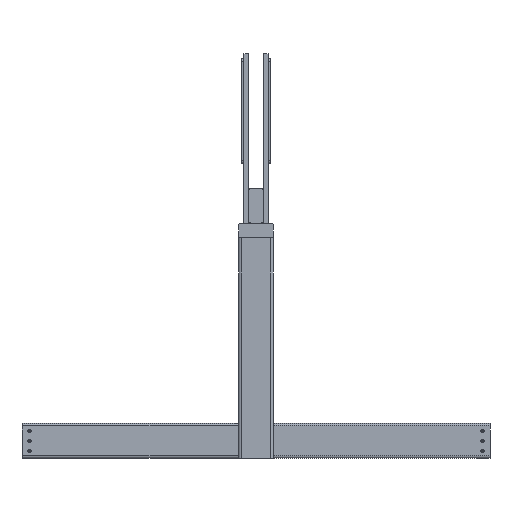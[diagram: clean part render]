
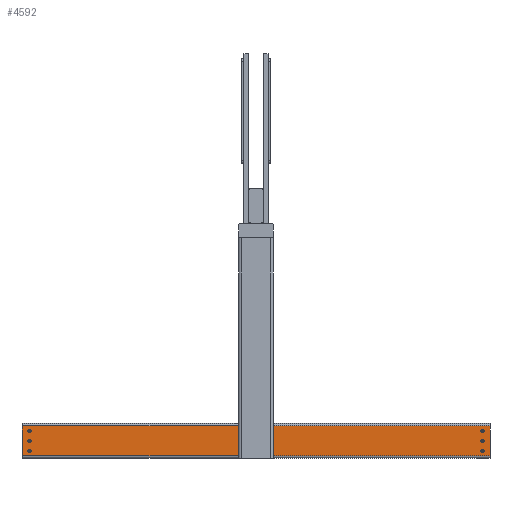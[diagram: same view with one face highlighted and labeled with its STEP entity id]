
A CAD part, front view. The second image highlights one B-rep face of the part: STEP entity #4592.
In plain terms, the highlighted face is planar.
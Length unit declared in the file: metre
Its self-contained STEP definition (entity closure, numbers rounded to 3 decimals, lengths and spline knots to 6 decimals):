
#580=CIRCLE('',#5182,0.001191);
#581=CIRCLE('',#5183,0.001191);
#582=CIRCLE('',#5184,0.001191);
#583=CIRCLE('',#5185,0.001191);
#584=CIRCLE('',#5186,0.001191);
#585=CIRCLE('',#5187,0.001191);
#586=CIRCLE('',#5188,0.001191);
#587=CIRCLE('',#5189,0.001191);
#588=CIRCLE('',#5190,0.001191);
#1500=ORIENTED_EDGE('',*,*,#2190,.T.);
#1501=ORIENTED_EDGE('',*,*,#2191,.T.);
#1502=ORIENTED_EDGE('',*,*,#2192,.T.);
#1503=ORIENTED_EDGE('',*,*,#2193,.T.);
#1504=ORIENTED_EDGE('',*,*,#2194,.T.);
#1505=ORIENTED_EDGE('',*,*,#2195,.T.);
#1506=ORIENTED_EDGE('',*,*,#2196,.T.);
#1507=ORIENTED_EDGE('',*,*,#2197,.T.);
#1508=ORIENTED_EDGE('',*,*,#2198,.T.);
#1509=ORIENTED_EDGE('',*,*,#2161,.T.);
#1510=ORIENTED_EDGE('',*,*,#2199,.T.);
#1511=ORIENTED_EDGE('',*,*,#2170,.T.);
#1512=ORIENTED_EDGE('',*,*,#2200,.T.);
#2161=EDGE_CURVE('',#2622,#2621,#3000,.T.);
#2170=EDGE_CURVE('',#2629,#2630,#3006,.T.);
#2190=EDGE_CURVE('',#2644,#2644,#580,.T.);
#2191=EDGE_CURVE('',#2645,#2645,#581,.T.);
#2192=EDGE_CURVE('',#2646,#2646,#582,.T.);
#2193=EDGE_CURVE('',#2647,#2647,#583,.T.);
#2194=EDGE_CURVE('',#2648,#2648,#584,.T.);
#2195=EDGE_CURVE('',#2649,#2649,#585,.T.);
#2196=EDGE_CURVE('',#2650,#2650,#586,.T.);
#2197=EDGE_CURVE('',#2651,#2651,#587,.T.);
#2198=EDGE_CURVE('',#2652,#2652,#588,.T.);
#2199=EDGE_CURVE('',#2621,#2629,#3013,.T.);
#2200=EDGE_CURVE('',#2630,#2622,#3014,.F.);
#2621=VERTEX_POINT('',#7668);
#2622=VERTEX_POINT('',#7670);
#2629=VERTEX_POINT('',#7688);
#2630=VERTEX_POINT('',#7689);
#2644=VERTEX_POINT('',#7726);
#2645=VERTEX_POINT('',#7728);
#2646=VERTEX_POINT('',#7730);
#2647=VERTEX_POINT('',#7732);
#2648=VERTEX_POINT('',#7734);
#2649=VERTEX_POINT('',#7736);
#2650=VERTEX_POINT('',#7738);
#2651=VERTEX_POINT('',#7740);
#2652=VERTEX_POINT('',#7742);
#3000=LINE('',#7669,#3350);
#3006=LINE('',#7687,#3356);
#3013=LINE('',#7743,#3363);
#3014=LINE('',#7744,#3364);
#3350=VECTOR('',#6332,1.);
#3356=VECTOR('',#6348,1.);
#3363=VECTOR('',#6405,1.);
#3364=VECTOR('',#6406,1.);
#3753=EDGE_LOOP('',(#1500));
#3754=EDGE_LOOP('',(#1501));
#3755=EDGE_LOOP('',(#1502));
#3756=EDGE_LOOP('',(#1503));
#3757=EDGE_LOOP('',(#1504));
#3758=EDGE_LOOP('',(#1505));
#3759=EDGE_LOOP('',(#1506));
#3760=EDGE_LOOP('',(#1507));
#3761=EDGE_LOOP('',(#1508));
#3762=EDGE_LOOP('',(#1509,#1510,#1511,#1512));
#4179=FACE_BOUND('',#3753,.T.);
#4180=FACE_BOUND('',#3754,.T.);
#4181=FACE_BOUND('',#3755,.T.);
#4182=FACE_BOUND('',#3756,.T.);
#4183=FACE_BOUND('',#3757,.T.);
#4184=FACE_BOUND('',#3758,.T.);
#4185=FACE_BOUND('',#3759,.T.);
#4186=FACE_BOUND('',#3760,.T.);
#4187=FACE_BOUND('',#3761,.T.);
#4188=FACE_BOUND('',#3762,.T.);
#4376=PLANE('',#5181);
#4592=ADVANCED_FACE('',(#4179,#4180,#4181,#4182,#4183,#4184,#4185,#4186,
#4187,#4188),#4376,.T.);
#5181=AXIS2_PLACEMENT_3D('',#7724,#6385,#6386);
#5182=AXIS2_PLACEMENT_3D('',#7725,#6387,#6388);
#5183=AXIS2_PLACEMENT_3D('',#7727,#6389,#6390);
#5184=AXIS2_PLACEMENT_3D('',#7729,#6391,#6392);
#5185=AXIS2_PLACEMENT_3D('',#7731,#6393,#6394);
#5186=AXIS2_PLACEMENT_3D('',#7733,#6395,#6396);
#5187=AXIS2_PLACEMENT_3D('',#7735,#6397,#6398);
#5188=AXIS2_PLACEMENT_3D('',#7737,#6399,#6400);
#5189=AXIS2_PLACEMENT_3D('',#7739,#6401,#6402);
#5190=AXIS2_PLACEMENT_3D('',#7741,#6403,#6404);
#6332=DIRECTION('',(0.,0.,-1.));
#6348=DIRECTION('',(0.,0.,1.));
#6385=DIRECTION('',(0.,1.,0.));
#6386=DIRECTION('',(-1.,0.,0.));
#6387=DIRECTION('',(0.,-1.,0.));
#6388=DIRECTION('',(0.,0.,-1.));
#6389=DIRECTION('',(0.,-1.,0.));
#6390=DIRECTION('',(0.,0.,-1.));
#6391=DIRECTION('',(0.,-1.,0.));
#6392=DIRECTION('',(0.,0.,-1.));
#6393=DIRECTION('',(0.,-1.,0.));
#6394=DIRECTION('',(0.,0.,-1.));
#6395=DIRECTION('',(0.,-1.,0.));
#6396=DIRECTION('',(0.,0.,-1.));
#6397=DIRECTION('',(0.,-1.,0.));
#6398=DIRECTION('',(0.,0.,-1.));
#6399=DIRECTION('',(0.,-1.,0.));
#6400=DIRECTION('',(0.,0.,-1.));
#6401=DIRECTION('',(0.,-1.,0.));
#6402=DIRECTION('',(0.,0.,-1.));
#6403=DIRECTION('',(0.,-1.,0.));
#6404=DIRECTION('',(0.,0.,-1.));
#6405=DIRECTION('',(-1.,0.,0.));
#6406=DIRECTION('',(-1.,0.,0.));
#7668=CARTESIAN_POINT('',(-3.048,-2.4511,0.009525));
#7669=CARTESIAN_POINT('',(-3.048,-2.4511,0.103188));
#7670=CARTESIAN_POINT('',(-3.048,-2.4511,0.085725));
#7687=CARTESIAN_POINT('',(-4.2418,-2.4511,0.103188));
#7688=CARTESIAN_POINT('',(-4.2418,-2.4511,0.009525));
#7689=CARTESIAN_POINT('',(-4.2418,-2.4511,0.085725));
#7724=CARTESIAN_POINT('',(-3.6449,-2.4511,0.347663));
#7725=CARTESIAN_POINT('',(-3.6195,-2.4511,0.073025));
#7726=CARTESIAN_POINT('',(-3.6195,-2.4511,0.071834));
#7727=CARTESIAN_POINT('',(-3.6449,-2.4511,0.047625));
#7728=CARTESIAN_POINT('',(-3.6449,-2.4511,0.046434));
#7729=CARTESIAN_POINT('',(-3.6703,-2.4511,0.022225));
#7730=CARTESIAN_POINT('',(-3.6703,-2.4511,0.021034));
#7731=CARTESIAN_POINT('',(-4.22275,-2.4511,0.022225));
#7732=CARTESIAN_POINT('',(-4.22275,-2.4511,0.021034));
#7733=CARTESIAN_POINT('',(-4.22275,-2.4511,0.047625));
#7734=CARTESIAN_POINT('',(-4.22275,-2.4511,0.046434));
#7735=CARTESIAN_POINT('',(-4.22275,-2.4511,0.073025));
#7736=CARTESIAN_POINT('',(-4.22275,-2.4511,0.071834));
#7737=CARTESIAN_POINT('',(-3.06705,-2.4511,0.022225));
#7738=CARTESIAN_POINT('',(-3.06705,-2.4511,0.021034));
#7739=CARTESIAN_POINT('',(-3.06705,-2.4511,0.047625));
#7740=CARTESIAN_POINT('',(-3.06705,-2.4511,0.046434));
#7741=CARTESIAN_POINT('',(-3.06705,-2.4511,0.073025));
#7742=CARTESIAN_POINT('',(-3.06705,-2.4511,0.071834));
#7743=CARTESIAN_POINT('',(-3.6449,-2.4511,0.009525));
#7744=CARTESIAN_POINT('',(-3.048,-2.4511,0.085725));
